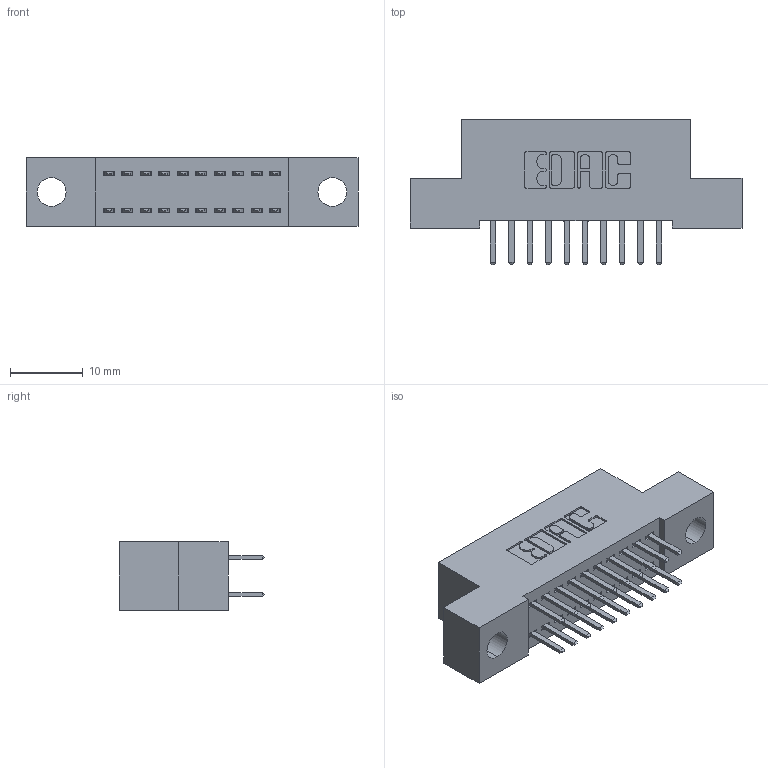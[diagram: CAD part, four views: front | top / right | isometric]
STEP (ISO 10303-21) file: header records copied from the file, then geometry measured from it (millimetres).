
FILE_DESCRIPTION (( 'STEP AP203' ), '1' );
FILE_NAME ('392-020-520-204.STEP', '2019-10-07T04:53:43', ( '' ), ( '' ), 'SwSTEP 2.0', 'SolidWorks 2016', '' );
FILE_SCHEMA (( 'CONFIG_CONTROL_DESIGN' ));
Length unit declared in the file: inch
Products named in the file (3): 342 Part_.156 TH; 345-292-001_345-293-120; 392-020-520-204
Assembly tree (21 placements, depth 2):
  392-020-520-204
    342 Part_.156 TH
    345-292-001_345-293-120  x20
Bounding box: 45.72 x 20.02 x 9.4 mm (x, y, z)
Volume: 3860.7 mm3; surface area: 5299.1 mm2
Topology: 21 solids, 21 shells, 1230 faces, 3559 edges, 2318 vertices
Faces by surface type: plane 826, cylinder 404
Entity records: 10557 total; most frequent: CARTESIAN_POINT 1798, ORIENTED_EDGE 1722, DIRECTION 1581, EDGE_CURVE 861, LINE 729, VECTOR 729, VERTEX_POINT 570, AXIS2_PLACEMENT_3D 426
